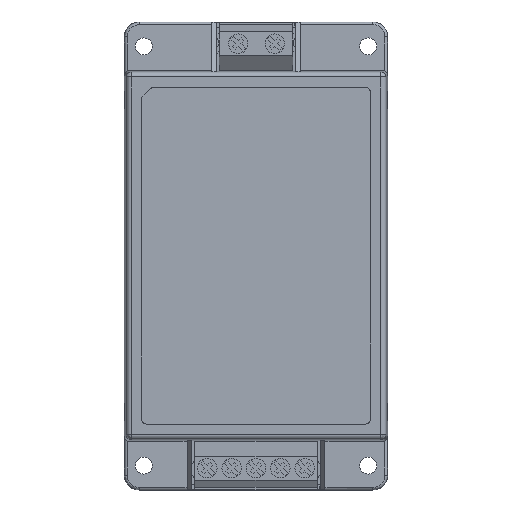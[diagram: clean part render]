
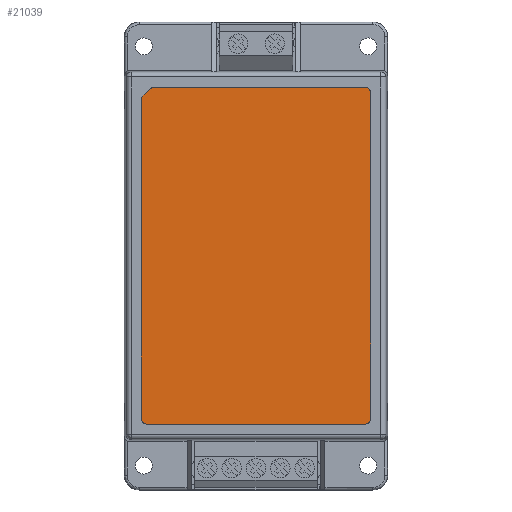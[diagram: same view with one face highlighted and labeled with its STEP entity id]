
A CAD part, top view. The second image highlights one B-rep face of the part: STEP entity #21039.
In plain terms, the highlighted planar face has unit normal (0, 0, 1).
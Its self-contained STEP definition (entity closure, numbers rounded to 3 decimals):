
#972 = DIRECTION ( 'NONE',  ( 0., -1., 0. ) ) ;
#1094 = ORIENTED_EDGE ( 'NONE', *, *, #19104, .F. ) ;
#1180 = DIRECTION ( 'NONE',  ( 0., 0., -1. ) ) ;
#1300 = ORIENTED_EDGE ( 'NONE', *, *, #19776, .F. ) ;
#1333 = LINE ( 'NONE', #3323, #20936 ) ;
#1508 = VERTEX_POINT ( 'NONE', #22522 ) ;
#1668 = DIRECTION ( 'NONE',  ( 0., 0., -1. ) ) ;
#1796 = DIRECTION ( 'NONE',  ( 1., 0., 0. ) ) ;
#2068 = DIRECTION ( 'NONE',  ( 0., 0., -1. ) ) ;
#2079 = EDGE_LOOP ( 'NONE', ( #22605, #1094, #11483, #1300, #13851, #18882, #21974, #14285, #21512, #3393 ) ) ;
#2159 = EDGE_CURVE ( 'NONE', #24414, #10419, #12183, .T. ) ;
#2282 = VECTOR ( 'NONE', #972, 1000. ) ;
#2350 = CIRCLE ( 'NONE', #2810, 1. ) ;
#2810 = AXIS2_PLACEMENT_3D ( 'NONE', #13027, #1668, #14950 ) ;
#3323 = CARTESIAN_POINT ( 'NONE',  ( 23.5, 34.5, 21.29 ) ) ;
#3393 = ORIENTED_EDGE ( 'NONE', *, *, #24193, .F. ) ;
#3621 = EDGE_CURVE ( 'NONE', #9018, #24414, #21633, .T. ) ;
#3758 = AXIS2_PLACEMENT_3D ( 'NONE', #5470, #18778, #7375 ) ;
#3852 = VECTOR ( 'NONE', #4141, 1000. ) ;
#3976 = CARTESIAN_POINT ( 'NONE',  ( 22.5, -34.5, 21.29 ) ) ;
#4141 = DIRECTION ( 'NONE',  ( 0.707, 0.707, 0. ) ) ;
#5311 = AXIS2_PLACEMENT_3D ( 'NONE', #11144, #24459, #13051 ) ;
#5470 = CARTESIAN_POINT ( 'NONE',  ( -22.5, 32.086, 21.29 ) ) ;
#6709 = DIRECTION ( 'NONE',  ( -1., 0., 0. ) ) ;
#7164 = VERTEX_POINT ( 'NONE', #12987 ) ;
#7245 = VERTEX_POINT ( 'NONE', #7580 ) ;
#7375 = DIRECTION ( 'NONE',  ( -1., 0., 0. ) ) ;
#7580 = CARTESIAN_POINT ( 'NONE',  ( 22.5, 34.5, 21.29 ) ) ;
#7934 = CARTESIAN_POINT ( 'NONE',  ( -23.5, -33.5, 21.29 ) ) ;
#7966 = CARTESIAN_POINT ( 'NONE',  ( -22.5, 33.5, 21.29 ) ) ;
#8013 = CARTESIAN_POINT ( 'NONE',  ( -23.5, 32.086, 21.29 ) ) ;
#8474 = VERTEX_POINT ( 'NONE', #3976 ) ;
#8573 = LINE ( 'NONE', #12515, #22543 ) ;
#8940 = CIRCLE ( 'NONE', #18032, 1. ) ;
#9018 = VERTEX_POINT ( 'NONE', #8013 ) ;
#10411 = CARTESIAN_POINT ( 'NONE',  ( 23.5, -34.5, 21.29 ) ) ;
#10419 = VERTEX_POINT ( 'NONE', #22715 ) ;
#11144 = CARTESIAN_POINT ( 'NONE',  ( -22.5, -33.5, 21.29 ) ) ;
#11216 = VECTOR ( 'NONE', #18845, 1000. ) ;
#11256 = PLANE ( 'NONE',  #17753 ) ;
#11483 = ORIENTED_EDGE ( 'NONE', *, *, #15766, .F. ) ;
#11659 = VERTEX_POINT ( 'NONE', #7934 ) ;
#12183 = LINE ( 'NONE', #7966, #3852 ) ;
#12515 = CARTESIAN_POINT ( 'NONE',  ( -23.5, -34.5, 21.29 ) ) ;
#12539 = EDGE_CURVE ( 'NONE', #12747, #8474, #15879, .T. ) ;
#12550 = CARTESIAN_POINT ( 'NONE',  ( 22.5, -33.5, 21.29 ) ) ;
#12747 = VERTEX_POINT ( 'NONE', #18706 ) ;
#12975 = LINE ( 'NONE', #10411, #2282 ) ;
#12987 = CARTESIAN_POINT ( 'NONE',  ( -21.086, 34.5, 21.29 ) ) ;
#13027 = CARTESIAN_POINT ( 'NONE',  ( -21.086, 33.5, 21.29 ) ) ;
#13051 = DIRECTION ( 'NONE',  ( -1., 0., 0. ) ) ;
#13166 = DIRECTION ( 'NONE',  ( 0., 0., 1. ) ) ;
#13435 = CARTESIAN_POINT ( 'NONE',  ( 22.5, 33.5, 21.29 ) ) ;
#13851 = ORIENTED_EDGE ( 'NONE', *, *, #23783, .F. ) ;
#14285 = ORIENTED_EDGE ( 'NONE', *, *, #18732, .F. ) ;
#14344 = FACE_OUTER_BOUND ( 'NONE', #2079, .T. ) ;
#14472 = DIRECTION ( 'NONE',  ( -1., 0., 0. ) ) ;
#14912 = CIRCLE ( 'NONE', #5311, 1. ) ;
#14950 = DIRECTION ( 'NONE',  ( 1., 0., 0. ) ) ;
#15015 = CARTESIAN_POINT ( 'NONE',  ( -23.5, 34.5, 21.29 ) ) ;
#15349 = DIRECTION ( 'NONE',  ( -1., 0., 0. ) ) ;
#15766 = EDGE_CURVE ( 'NONE', #7245, #21515, #8940, .T. ) ;
#15879 = CIRCLE ( 'NONE', #16862, 1. ) ;
#16611 = DIRECTION ( 'NONE',  ( 1., 0., 0. ) ) ;
#16862 = AXIS2_PLACEMENT_3D ( 'NONE', #12550, #1180, #14472 ) ;
#16997 = CARTESIAN_POINT ( 'NONE',  ( -23.207, 32.793, 21.29 ) ) ;
#17753 = AXIS2_PLACEMENT_3D ( 'NONE', #20650, #13166, #1796 ) ;
#18032 = AXIS2_PLACEMENT_3D ( 'NONE', #13435, #2068, #15349 ) ;
#18706 = CARTESIAN_POINT ( 'NONE',  ( 23.5, -33.5, 21.29 ) ) ;
#18732 = EDGE_CURVE ( 'NONE', #11659, #9018, #21324, .T. ) ;
#18778 = DIRECTION ( 'NONE',  ( 0., 0., -1. ) ) ;
#18845 = DIRECTION ( 'NONE',  ( 0., 1., 0. ) ) ;
#18882 = ORIENTED_EDGE ( 'NONE', *, *, #2159, .F. ) ;
#19104 = EDGE_CURVE ( 'NONE', #21515, #12747, #12975, .T. ) ;
#19776 = EDGE_CURVE ( 'NONE', #7164, #7245, #1333, .T. ) ;
#20650 = CARTESIAN_POINT ( 'NONE',  ( 0., 0., 21.29 ) ) ;
#20936 = VECTOR ( 'NONE', #16611, 1000. ) ;
#21039 = ADVANCED_FACE ( 'NONE', ( #14344 ), #11256, .T. ) ;
#21324 = LINE ( 'NONE', #15015, #11216 ) ;
#21450 = EDGE_CURVE ( 'NONE', #11659, #1508, #14912, .T. ) ;
#21512 = ORIENTED_EDGE ( 'NONE', *, *, #21450, .T. ) ;
#21515 = VERTEX_POINT ( 'NONE', #24624 ) ;
#21633 = CIRCLE ( 'NONE', #3758, 1. ) ;
#21974 = ORIENTED_EDGE ( 'NONE', *, *, #3621, .F. ) ;
#22522 = CARTESIAN_POINT ( 'NONE',  ( -22.5, -34.5, 21.29 ) ) ;
#22543 = VECTOR ( 'NONE', #6709, 1000. ) ;
#22605 = ORIENTED_EDGE ( 'NONE', *, *, #12539, .F. ) ;
#22715 = CARTESIAN_POINT ( 'NONE',  ( -21.793, 34.207, 21.29 ) ) ;
#23783 = EDGE_CURVE ( 'NONE', #10419, #7164, #2350, .T. ) ;
#24193 = EDGE_CURVE ( 'NONE', #8474, #1508, #8573, .T. ) ;
#24414 = VERTEX_POINT ( 'NONE', #16997 ) ;
#24459 = DIRECTION ( 'NONE',  ( 0., 0., 1. ) ) ;
#24624 = CARTESIAN_POINT ( 'NONE',  ( 23.5, 33.5, 21.29 ) ) ;
